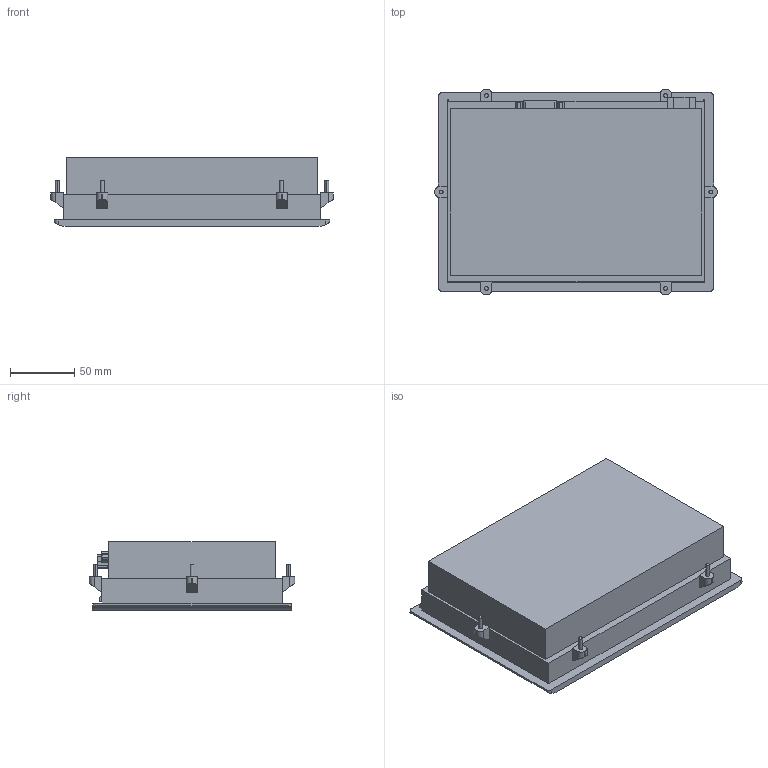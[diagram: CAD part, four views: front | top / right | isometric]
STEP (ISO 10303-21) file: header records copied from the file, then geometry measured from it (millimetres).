
FILE_DESCRIPTION(('CATIA V5 STEP Exchange','CAx-IF Rec.Pracs.--- Model Styling and Organization---1.4--- 2014-01-23'),'2;1');
FILE_NAME ('D1412048_1_2555810000_2555810000.stp','2020-03-06T13:33:41+00:00',('none'),('Weidmueller'),'CATIA Version 5-6 Release 2016 SP3 HF44','CATIA V5 STEP AP214','none');
FILE_SCHEMA(('AUTOMOTIVE_DESIGN { 1 0 10303 214 1 1 1 1 }'));
Length unit declared in the file: millimetre
Products named in the file (1): 2555810000
Bounding box: 220.4 x 160.4 x 53.5 mm (x, y, z)
Volume: 1432946.3 mm3; surface area: 257386.1 mm2
Topology: 31 solids, 31 shells, 604 faces, 1404 edges, 924 vertices
Faces by surface type: plane 446, cylinder 154, cone 4
Entity records: 17579 total; most frequent: CARTESIAN_POINT 3601, ORIENTED_EDGE 2808, DIRECTION 2364, EDGE_CURVE 1404, VECTOR 1084, LINE 1084, VERTEX_POINT 924, AXIS2_PLACEMENT_3D 762
